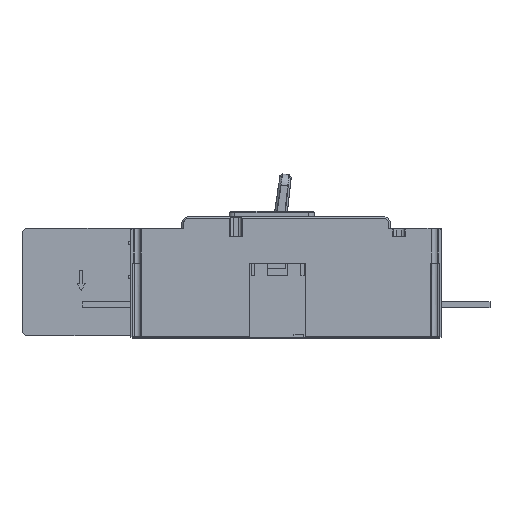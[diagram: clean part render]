
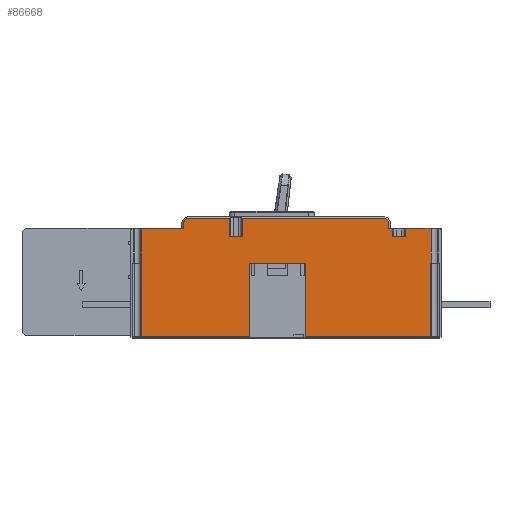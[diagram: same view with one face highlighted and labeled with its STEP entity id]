
A CAD part, top view. The second image highlights one B-rep face of the part: STEP entity #86668.
In plain terms, the highlighted planar face has unit normal (0, 0, 1).
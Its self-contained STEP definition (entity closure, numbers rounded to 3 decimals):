
#8374=DIRECTION('',(0.,-1.,0.));
#8375=VECTOR('',#8374,65.2);
#8376=CARTESIAN_POINT('',(105.5,66.2,0.));
#8377=LINE('',#8376,#8375);
#8378=DIRECTION('',(0.,-1.,0.));
#8379=VECTOR('',#8378,30.3);
#8380=CARTESIAN_POINT('',(9.464,96.5,0.));
#8381=LINE('',#8380,#8379);
#8382=DIRECTION('',(1.,0.,0.));
#8383=VECTOR('',#8382,37.536);
#8384=CARTESIAN_POINT('',(9.464,96.5,0.));
#8385=LINE('',#8384,#8383);
#8386=CARTESIAN_POINT('',(51.5,101.2,0.));
#8387=DIRECTION('',(0.,0.,1.));
#8388=DIRECTION('',(0.,1.,0.));
#8389=AXIS2_PLACEMENT_3D('',#8386,#8387,#8388);
#8391=DIRECTION('',(-1.,0.,0.));
#8392=VECTOR('',#8391,36.5);
#8393=CARTESIAN_POINT('',(88.,105.7,0.));
#8394=LINE('',#8393,#8392);
#8395=DIRECTION('',(0.,1.,0.));
#8396=VECTOR('',#8395,16.2);
#8397=CARTESIAN_POINT('',(88.,89.5,0.));
#8398=LINE('',#8397,#8396);
#8399=DIRECTION('',(0.,-1.,0.));
#8400=VECTOR('',#8399,16.2);
#8401=CARTESIAN_POINT('',(99.,105.7,0.));
#8402=LINE('',#8401,#8400);
#8403=DIRECTION('',(1.,0.,0.));
#8404=VECTOR('',#8403,125.5);
#8405=CARTESIAN_POINT('',(99.,105.7,0.));
#8406=LINE('',#8405,#8404);
#8407=CARTESIAN_POINT('',(224.5,101.2,0.));
#8408=DIRECTION('',(0.,0.,-1.));
#8409=DIRECTION('',(0.,1.,0.));
#8410=AXIS2_PLACEMENT_3D('',#8407,#8408,#8409);
#8412=DIRECTION('',(1.,0.,0.));
#8413=VECTOR('',#8412,3.5);
#8414=CARTESIAN_POINT('',(229.,96.5,0.));
#8415=LINE('',#8414,#8413);
#8416=DIRECTION('',(0.,1.,0.));
#8417=VECTOR('',#8416,7.);
#8418=CARTESIAN_POINT('',(232.5,89.5,0.));
#8419=LINE('',#8418,#8417);
#8420=DIRECTION('',(0.,-1.,0.));
#8421=VECTOR('',#8420,7.);
#8422=CARTESIAN_POINT('',(243.5,96.5,0.));
#8423=LINE('',#8422,#8421);
#8424=DIRECTION('',(1.,0.,0.));
#8425=VECTOR('',#8424,23.036);
#8426=CARTESIAN_POINT('',(243.5,96.5,0.));
#8427=LINE('',#8426,#8425);
#8428=DIRECTION('',(0.,1.,0.));
#8429=VECTOR('',#8428,30.3);
#8430=CARTESIAN_POINT('',(266.536,66.2,0.));
#8431=LINE('',#8430,#8429);
#8432=DIRECTION('',(1.,0.,0.));
#8433=VECTOR('',#8432,50.);
#8434=CARTESIAN_POINT('',(105.5,66.2,0.));
#8435=LINE('',#8434,#8433);
#8608=DIRECTION('',(0.,-1.,0.));
#8609=VECTOR('',#8608,65.2);
#8610=CARTESIAN_POINT('',(155.5,66.2,0.));
#8611=LINE('',#8610,#8609);
#8617=DIRECTION('',(1.,0.,0.));
#8618=VECTOR('',#8617,110.783);
#8619=CARTESIAN_POINT('',(155.5,1.,0.));
#8620=LINE('',#8619,#8618);
#8649=DIRECTION('',(0.,1.,0.));
#8650=VECTOR('',#8649,65.2);
#8651=CARTESIAN_POINT('',(266.283,1.,0.));
#8652=LINE('',#8651,#8650);
#8653=DIRECTION('',(1.,0.,0.));
#8654=VECTOR('',#8653,0.252);
#8655=CARTESIAN_POINT('',(266.283,66.2,0.));
#8656=LINE('',#8655,#8654);
#23427=DIRECTION('',(-1.,0.,0.));
#23428=VECTOR('',#23427,11.);
#23429=CARTESIAN_POINT('',(99.,89.5,0.));
#23430=LINE('',#23429,#23428);
#23691=DIRECTION('',(0.,1.,0.));
#23692=VECTOR('',#23691,4.7);
#23693=CARTESIAN_POINT('',(229.,96.5,0.));
#23694=LINE('',#23693,#23692);
#23704=CARTESIAN_POINT('',(229.,96.5,0.));
#23771=DIRECTION('',(-1.,0.,0.));
#23772=VECTOR('',#23771,11.);
#23773=CARTESIAN_POINT('',(243.5,89.5,0.));
#23774=LINE('',#23773,#23772);
#27814=DIRECTION('',(0.,-1.,0.));
#27815=VECTOR('',#27814,4.7);
#27816=CARTESIAN_POINT('',(47.,101.2,0.));
#27817=LINE('',#27816,#27815);
#27888=DIRECTION('',(1.,0.,0.));
#27889=VECTOR('',#27888,0.252);
#27890=CARTESIAN_POINT('',(9.464,66.2,0.));
#27891=LINE('',#27890,#27889);
#27897=DIRECTION('',(0.,-1.,0.));
#27898=VECTOR('',#27897,65.2);
#27899=CARTESIAN_POINT('',(9.717,66.2,0.));
#27900=LINE('',#27899,#27898);
#27919=DIRECTION('',(1.,0.,0.));
#27920=VECTOR('',#27919,95.783);
#27921=CARTESIAN_POINT('',(9.717,1.,0.));
#27922=LINE('',#27921,#27920);
#69400=CARTESIAN_POINT('',(155.5,1.,0.));
#69401=VERTEX_POINT('',#69400);
#69402=CARTESIAN_POINT('',(266.283,1.,0.));
#69403=VERTEX_POINT('',#69402);
#69404=CARTESIAN_POINT('',(9.717,1.,0.));
#69405=CARTESIAN_POINT('',(105.5,1.,0.));
#69406=VERTEX_POINT('',#69404);
#69407=VERTEX_POINT('',#69405);
#73689=CARTESIAN_POINT('',(51.5,105.7,0.));
#73690=CARTESIAN_POINT('',(47.,101.2,0.));
#73691=VERTEX_POINT('',#73689);
#73692=VERTEX_POINT('',#73690);
#73701=CARTESIAN_POINT('',(224.5,105.7,0.));
#73702=CARTESIAN_POINT('',(229.,101.2,0.));
#73703=VERTEX_POINT('',#73701);
#73704=VERTEX_POINT('',#73702);
#74652=CARTESIAN_POINT('',(99.,105.7,0.));
#74653=CARTESIAN_POINT('',(99.,89.5,0.));
#74654=VERTEX_POINT('',#74652);
#74655=VERTEX_POINT('',#74653);
#74682=CARTESIAN_POINT('',(88.,105.7,0.));
#74683=VERTEX_POINT('',#74682);
#74684=CARTESIAN_POINT('',(88.,89.5,0.));
#74685=VERTEX_POINT('',#74684);
#74819=CARTESIAN_POINT('',(266.536,66.2,0.));
#74821=VERTEX_POINT('',#74819);
#74822=CARTESIAN_POINT('',(266.536,96.5,0.));
#74823=VERTEX_POINT('',#74822);
#74845=VERTEX_POINT('',#23704);
#74846=CARTESIAN_POINT('',(9.464,96.5,0.));
#74847=CARTESIAN_POINT('',(47.,96.5,0.));
#74848=VERTEX_POINT('',#74846);
#74849=VERTEX_POINT('',#74847);
#74854=CARTESIAN_POINT('',(9.464,66.2,0.));
#74856=VERTEX_POINT('',#74854);
#75262=CARTESIAN_POINT('',(243.5,96.5,0.));
#75263=CARTESIAN_POINT('',(243.5,89.5,0.));
#75264=VERTEX_POINT('',#75262);
#75265=VERTEX_POINT('',#75263);
#75288=CARTESIAN_POINT('',(232.5,96.5,0.));
#75289=VERTEX_POINT('',#75288);
#75290=CARTESIAN_POINT('',(232.5,89.5,0.));
#75291=VERTEX_POINT('',#75290);
#77981=CARTESIAN_POINT('',(155.5,66.2,0.));
#77982=VERTEX_POINT('',#77981);
#77983=CARTESIAN_POINT('',(266.283,66.2,0.));
#77985=VERTEX_POINT('',#77983);
#78057=CARTESIAN_POINT('',(105.5,66.2,0.));
#78058=VERTEX_POINT('',#78057);
#78059=CARTESIAN_POINT('',(9.717,66.2,0.));
#78061=VERTEX_POINT('',#78059);
#86610=CARTESIAN_POINT('',(128.5,45.4,0.));
#86611=DIRECTION('',(0.,0.,1.));
#86612=DIRECTION('',(1.,0.,0.));
#86613=AXIS2_PLACEMENT_3D('',#86610,#86611,#86612);
#86614=PLANE('',#86613);
#86616=ORIENTED_EDGE('',*,*,#86615,.F.);
#86618=ORIENTED_EDGE('',*,*,#86617,.T.);
#86620=ORIENTED_EDGE('',*,*,#86619,.F.);
#86622=ORIENTED_EDGE('',*,*,#86621,.F.);
#86624=ORIENTED_EDGE('',*,*,#86623,.F.);
#86626=ORIENTED_EDGE('',*,*,#86625,.F.);
#86628=ORIENTED_EDGE('',*,*,#86627,.T.);
#86630=ORIENTED_EDGE('',*,*,#86629,.F.);
#86631=ORIENTED_EDGE('',*,*,#86600,.F.);
#86633=ORIENTED_EDGE('',*,*,#86632,.F.);
#86635=ORIENTED_EDGE('',*,*,#86634,.F.);
#86637=ORIENTED_EDGE('',*,*,#86636,.F.);
#86639=ORIENTED_EDGE('',*,*,#86638,.F.);
#86641=ORIENTED_EDGE('',*,*,#86640,.T.);
#86643=ORIENTED_EDGE('',*,*,#86642,.T.);
#86645=ORIENTED_EDGE('',*,*,#86644,.F.);
#86647=ORIENTED_EDGE('',*,*,#86646,.T.);
#86649=ORIENTED_EDGE('',*,*,#86648,.F.);
#86651=ORIENTED_EDGE('',*,*,#86650,.F.);
#86653=ORIENTED_EDGE('',*,*,#86652,.F.);
#86655=ORIENTED_EDGE('',*,*,#86654,.T.);
#86657=ORIENTED_EDGE('',*,*,#86656,.F.);
#86659=ORIENTED_EDGE('',*,*,#86658,.F.);
#86661=ORIENTED_EDGE('',*,*,#86660,.F.);
#86663=ORIENTED_EDGE('',*,*,#86662,.F.);
#86665=ORIENTED_EDGE('',*,*,#86664,.F.);
#86666=EDGE_LOOP('',(#86616,#86618,#86620,#86622,#86624,#86626,#86628,#86630,
#86631,#86633,#86635,#86637,#86639,#86641,#86643,#86645,#86647,#86649,#86651,
#86653,#86655,#86657,#86659,#86661,#86663,#86665));
#86667=FACE_OUTER_BOUND('',#86666,.F.);
#86668=ADVANCED_FACE('',(#86667),#86614,.T.);
#8390=CIRCLE('',#8389,4.5);
#8411=CIRCLE('',#8410,4.5);
#86600=EDGE_CURVE('',#73691,#73692,#8390,.T.);
#86615=EDGE_CURVE('',#78058,#77982,#8435,.T.);
#86617=EDGE_CURVE('',#78058,#69407,#8377,.T.);
#86619=EDGE_CURVE('',#69406,#69407,#27922,.T.);
#86621=EDGE_CURVE('',#78061,#69406,#27900,.T.);
#86623=EDGE_CURVE('',#74856,#78061,#27891,.T.);
#86625=EDGE_CURVE('',#74848,#74856,#8381,.T.);
#86627=EDGE_CURVE('',#74848,#74849,#8385,.T.);
#86629=EDGE_CURVE('',#73692,#74849,#27817,.T.);
#86632=EDGE_CURVE('',#74683,#73691,#8394,.T.);
#86634=EDGE_CURVE('',#74685,#74683,#8398,.T.);
#86636=EDGE_CURVE('',#74655,#74685,#23430,.T.);
#86638=EDGE_CURVE('',#74654,#74655,#8402,.T.);
#86640=EDGE_CURVE('',#74654,#73703,#8406,.T.);
#86642=EDGE_CURVE('',#73703,#73704,#8411,.T.);
#86644=EDGE_CURVE('',#74845,#73704,#23694,.T.);
#86646=EDGE_CURVE('',#74845,#75289,#8415,.T.);
#86648=EDGE_CURVE('',#75291,#75289,#8419,.T.);
#86650=EDGE_CURVE('',#75265,#75291,#23774,.T.);
#86652=EDGE_CURVE('',#75264,#75265,#8423,.T.);
#86654=EDGE_CURVE('',#75264,#74823,#8427,.T.);
#86656=EDGE_CURVE('',#74821,#74823,#8431,.T.);
#86658=EDGE_CURVE('',#77985,#74821,#8656,.T.);
#86660=EDGE_CURVE('',#69403,#77985,#8652,.T.);
#86662=EDGE_CURVE('',#69401,#69403,#8620,.T.);
#86664=EDGE_CURVE('',#77982,#69401,#8611,.T.);
